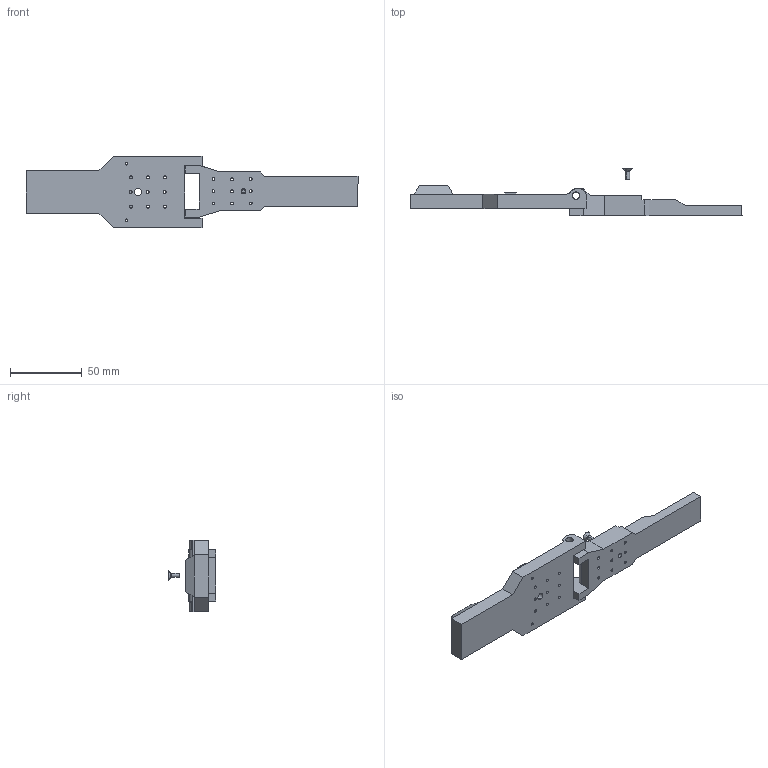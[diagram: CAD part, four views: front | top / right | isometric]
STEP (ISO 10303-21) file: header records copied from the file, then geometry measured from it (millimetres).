
FILE_DESCRIPTION (( 'STEP AP214' ), '1' );
FILE_NAME ('Assem.STEP', '2023-11-11T16:01:54', ( '' ), ( '' ), 'SwSTEP 2.0', 'SolidWorks 2022', '' );
FILE_SCHEMA (( 'AUTOMOTIVE_DESIGN' ));
Length unit declared in the file: millimetre
Products named in the file (5): Bending Leftv8; Slider 2v8_Standard; Assem; din_en_iso_10642_m3x8; Bending Rightv8_Standard
Assembly tree (4 placements, depth 2):
  Assem
    Bending Leftv8
    Bending Rightv8_Standard
    Slider 2v8_Standard
    din_en_iso_10642_m3x8
Bounding box: 232.02 x 33.1 x 50.01 mm (x, y, z)
Volume: 77461.3 mm3; surface area: 25510.8 mm2
Topology: 4 solids, 4 shells, 166 faces, 450 edges, 293 vertices
Faces by surface type: plane 80, cylinder 70, cone 14, torus 2
Entity records: 5684 total; most frequent: DIRECTION 954, CARTESIAN_POINT 932, ORIENTED_EDGE 896, EDGE_CURVE 448, AXIS2_PLACEMENT_3D 339, VERTEX_POINT 293, LINE 276, VECTOR 276
